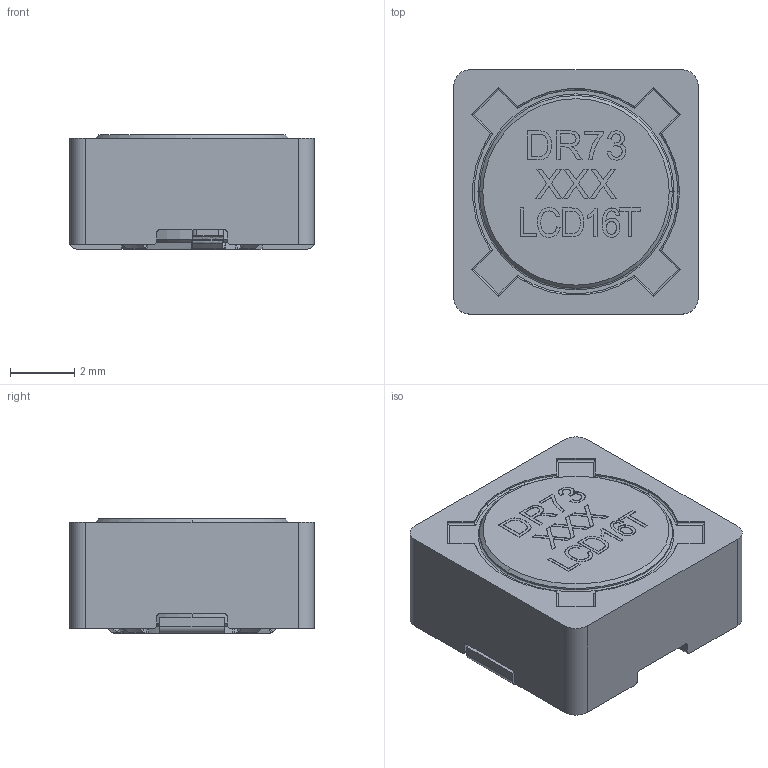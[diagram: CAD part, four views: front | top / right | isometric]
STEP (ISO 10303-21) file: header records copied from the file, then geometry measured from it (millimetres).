
FILE_DESCRIPTION (( 'STEP AP214' ), '1' );
FILE_NAME ('DR73.STEP', '2022-12-31T21:19:20', ( '' ), ( '' ), 'SwSTEP 2.0', 'SolidWorks 2022', '' );
FILE_SCHEMA (( 'AUTOMOTIVE_DESIGN' ));
Length unit declared in the file: millimetre
Products named in the file (1): DR73
Bounding box: 7.6 x 7.6 x 3.55 mm (x, y, z)
Volume: 183 mm3; surface area: 275.4 mm2
Topology: 1 solids, 1 shells, 415 faces, 1066 edges, 671 vertices
Faces by surface type: plane 194, bspline 95, cylinder 78, cone 27, torus 21
Entity records: 21541 total; most frequent: CARTESIAN_POINT 7632, ORIENTED_EDGE 2132, DIRECTION 1592, EDGE_CURVE 1066, VERTEX_POINT 671, LINE 606, VECTOR 606, AXIS2_PLACEMENT_3D 493
